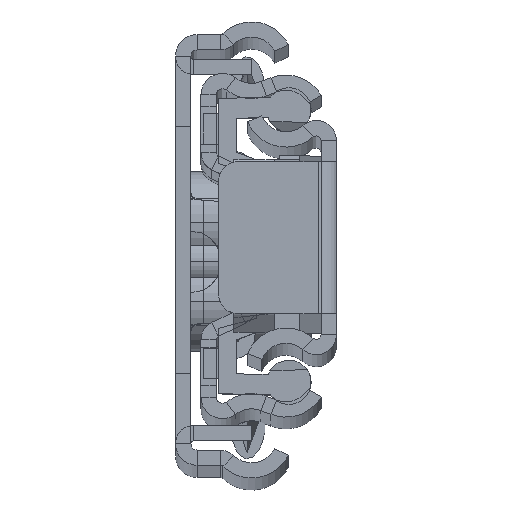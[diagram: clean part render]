
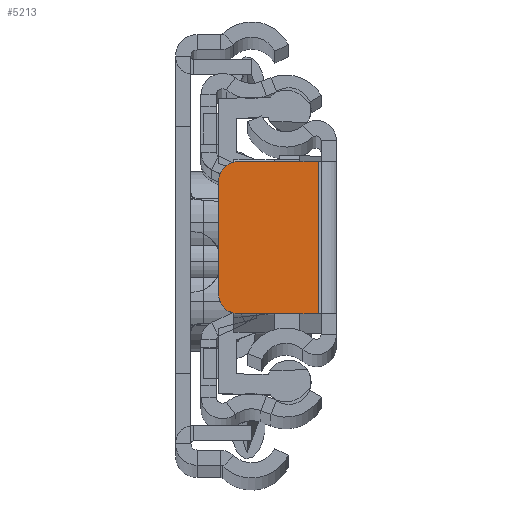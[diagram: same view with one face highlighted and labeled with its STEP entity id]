
A CAD part, top view. The second image highlights one B-rep face of the part: STEP entity #5213.
In plain terms, the highlighted planar face has unit normal (0, 0, 1).
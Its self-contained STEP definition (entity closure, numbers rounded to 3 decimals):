
#97 = DIRECTION ( 'NONE',  ( 1., 0., 0. ) ) ;
#471 = DIRECTION ( 'NONE',  ( -1., 0., 0. ) ) ;
#594 = DIRECTION ( 'NONE',  ( -1., 0., 0. ) ) ;
#960 = ORIENTED_EDGE ( 'NONE', *, *, #18590, .T. ) ;
#1165 = VERTEX_POINT ( 'NONE', #10673 ) ;
#1539 = CARTESIAN_POINT ( 'NONE',  ( -9.3, -4.5, 0. ) ) ;
#2473 = EDGE_CURVE ( 'NONE', #14033, #20158, #21564, .T. ) ;
#2727 = FACE_OUTER_BOUND ( 'NONE', #7272, .T. ) ;
#3518 = EDGE_CURVE ( 'NONE', #14033, #17209, #10684, .T. ) ;
#4198 = CARTESIAN_POINT ( 'NONE',  ( -7.8, -6., 0. ) ) ;
#5071 = EDGE_CURVE ( 'NONE', #1165, #7995, #9210, .T. ) ;
#5134 = CARTESIAN_POINT ( 'NONE',  ( -7.8, -4.5, 0. ) ) ;
#5213 = ADVANCED_FACE ( 'NONE', ( #2727 ), #8086, .F. ) ;
#5823 = VECTOR ( 'NONE', #12239, 1000. ) ;
#6342 = DIRECTION ( 'NONE',  ( -1., 0., 0. ) ) ;
#6804 = ORIENTED_EDGE ( 'NONE', *, *, #11264, .T. ) ;
#6922 = DIRECTION ( 'NONE',  ( 0., 0., 1. ) ) ;
#7040 = CIRCLE ( 'NONE', #14200, 1.5 ) ;
#7272 = EDGE_LOOP ( 'NONE', ( #14404, #6804, #17336, #17086, #14050, #960 ) ) ;
#7408 = CARTESIAN_POINT ( 'NONE',  ( -9.3, 0., 0. ) ) ;
#7995 = VERTEX_POINT ( 'NONE', #1539 ) ;
#8086 = PLANE ( 'NONE',  #12255 ) ;
#8194 = EDGE_CURVE ( 'NONE', #14795, #17209, #13703, .T. ) ;
#9123 = CARTESIAN_POINT ( 'NONE',  ( -1.45, -6., 0. ) ) ;
#9210 = LINE ( 'NONE', #7408, #5823 ) ;
#9345 = VECTOR ( 'NONE', #14266, 1000. ) ;
#9546 = DIRECTION ( 'NONE',  ( 0., 0., -1. ) ) ;
#10524 = DIRECTION ( 'NONE',  ( 0., 0., 1. ) ) ;
#10673 = CARTESIAN_POINT ( 'NONE',  ( -9.3, 4.5, 0. ) ) ;
#10684 = LINE ( 'NONE', #9123, #9345 ) ;
#10946 = CARTESIAN_POINT ( 'NONE',  ( -1.45, 6., 0. ) ) ;
#11220 = CARTESIAN_POINT ( 'NONE',  ( 0., 0., 0. ) ) ;
#11264 = EDGE_CURVE ( 'NONE', #7995, #14795, #7040, .T. ) ;
#11647 = VECTOR ( 'NONE', #97, 1000. ) ;
#12239 = DIRECTION ( 'NONE',  ( 0., -1., 0. ) ) ;
#12255 = AXIS2_PLACEMENT_3D ( 'NONE', #11220, #9546, #13220 ) ;
#12391 = CARTESIAN_POINT ( 'NONE',  ( -7.8, 6., 0. ) ) ;
#12641 = CARTESIAN_POINT ( 'NONE',  ( -7.8, 4.5, 0. ) ) ;
#13220 = DIRECTION ( 'NONE',  ( -1., 0., 0. ) ) ;
#13441 = CARTESIAN_POINT ( 'NONE',  ( -1.45, -6., 0. ) ) ;
#13703 = LINE ( 'NONE', #20632, #11647 ) ;
#14033 = VERTEX_POINT ( 'NONE', #10946 ) ;
#14050 = ORIENTED_EDGE ( 'NONE', *, *, #2473, .T. ) ;
#14200 = AXIS2_PLACEMENT_3D ( 'NONE', #5134, #6922, #471 ) ;
#14266 = DIRECTION ( 'NONE',  ( 0., -1., 0. ) ) ;
#14404 = ORIENTED_EDGE ( 'NONE', *, *, #5071, .T. ) ;
#14795 = VERTEX_POINT ( 'NONE', #4198 ) ;
#15597 = CIRCLE ( 'NONE', #19170, 1.5 ) ;
#16646 = CARTESIAN_POINT ( 'NONE',  ( 0., 6., 0. ) ) ;
#17086 = ORIENTED_EDGE ( 'NONE', *, *, #3518, .F. ) ;
#17209 = VERTEX_POINT ( 'NONE', #13441 ) ;
#17336 = ORIENTED_EDGE ( 'NONE', *, *, #8194, .T. ) ;
#18590 = EDGE_CURVE ( 'NONE', #20158, #1165, #15597, .T. ) ;
#19170 = AXIS2_PLACEMENT_3D ( 'NONE', #12641, #10524, #594 ) ;
#20158 = VERTEX_POINT ( 'NONE', #12391 ) ;
#20632 = CARTESIAN_POINT ( 'NONE',  ( 0., -6., 0. ) ) ;
#20737 = VECTOR ( 'NONE', #6342, 1000. ) ;
#21564 = LINE ( 'NONE', #16646, #20737 ) ;
